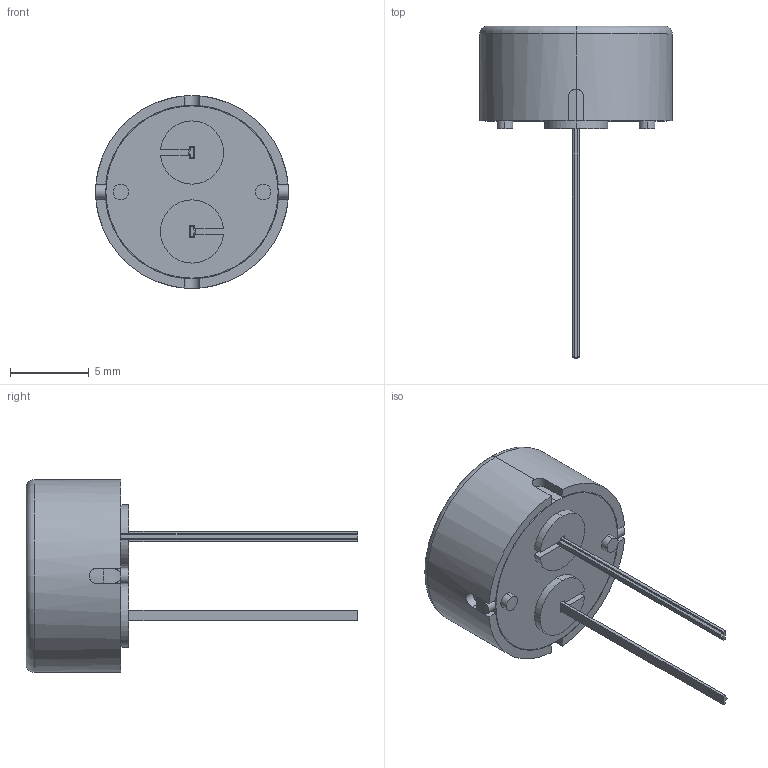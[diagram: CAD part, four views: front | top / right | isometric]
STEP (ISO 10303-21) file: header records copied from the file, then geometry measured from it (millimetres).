
FILE_DESCRIPTION (( 'STEP AP214' ), '1' );
FILE_NAME ('PS1240P02BT.STEP', '2019-01-10T13:53:54', ( '' ), ( '' ), 'SwSTEP 2.0', 'SolidWorks 2017', '' );
FILE_SCHEMA (( 'AUTOMOTIVE_DESIGN' ));
Length unit declared in the file: millimetre
Products named in the file (1): PS1240P02BT
Bounding box: 12.2 x 21 x 12.2 mm (x, y, z)
Volume: 696.3 mm3; surface area: 907.4 mm2
Topology: 5 solids, 5 shells, 99 faces, 244 edges, 160 vertices
Faces by surface type: plane 67, cylinder 30, torus 2
Entity records: 3188 total; most frequent: CARTESIAN_POINT 620, ORIENTED_EDGE 488, DIRECTION 480, EDGE_CURVE 244, LINE 168, VECTOR 168, VERTEX_POINT 160, AXIS2_PLACEMENT_3D 156
